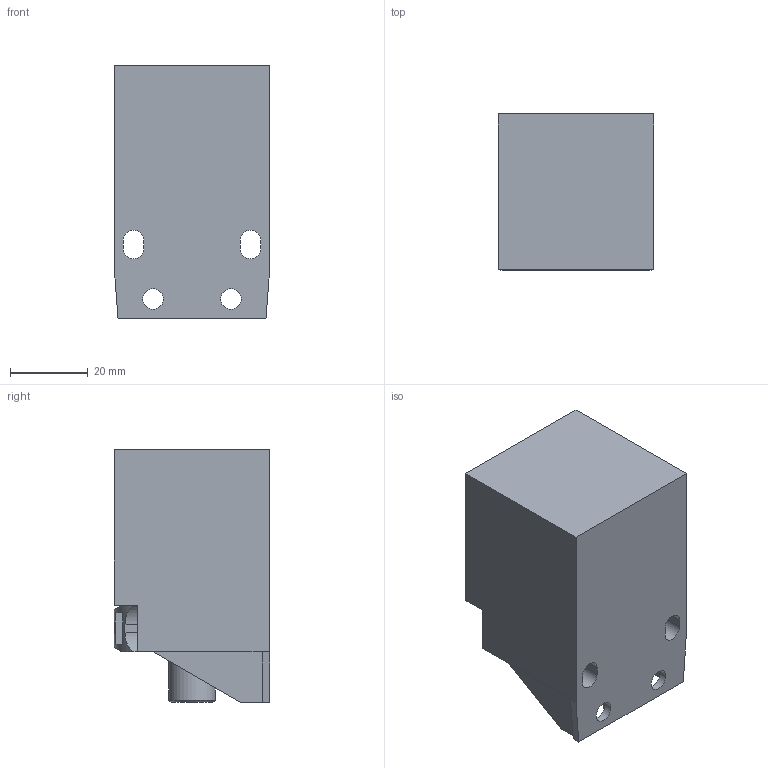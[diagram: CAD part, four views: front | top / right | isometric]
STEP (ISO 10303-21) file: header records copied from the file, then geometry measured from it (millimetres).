
FILE_DESCRIPTION(/* description */ ('STEP AP214'),/* implementation_level */ '2;1');
FILE_NAME(/* name */ '538341_SIEF-Q40S-PA-S-2L',/* time_stamp */ '2024-09-15T04:40:24+02:00',/* author */ ('License CC BY-ND 4.0'),/* organization */ ('CADENAS'),/* preprocessor_version */ 'ST-DEVELOPER v19.3',/* originating_system */ 'PARTsolutions',/* authorisation */ ' ');
FILE_SCHEMA (('AUTOMOTIVE_DESIGN {1 0 10303 214 3 1 1}'));
Length unit declared in the file: millimetre
Products named in the file (2): 538341 SIEF-Q40S-PA-S-2L; 538341 SIEF-Q40S-PA-S-2L_1
Assembly tree (1 placements, depth 2):
  538341 SIEF-Q40S-PA-S-2L
    538341 SIEF-Q40S-PA-S-2L_1
Bounding box: 40 x 40 x 65 mm (x, y, z)
Volume: 83066.3 mm3; surface area: 15226.1 mm2
Topology: 1 solids, 1 shells, 66 faces, 173 edges, 115 vertices
Faces by surface type: plane 47, cylinder 17, cone 2
Full cylindrical faces by diameter (mm): 4 x3, 5.3 x2, 12 x1
Entity records: 2042 total; most frequent: CARTESIAN_POINT 368, DIRECTION 332, ORIENTED_EDGE 324, EDGE_CURVE 162, LINE 118, VECTOR 118, VERTEX_POINT 112, AXIS2_PLACEMENT_3D 107
